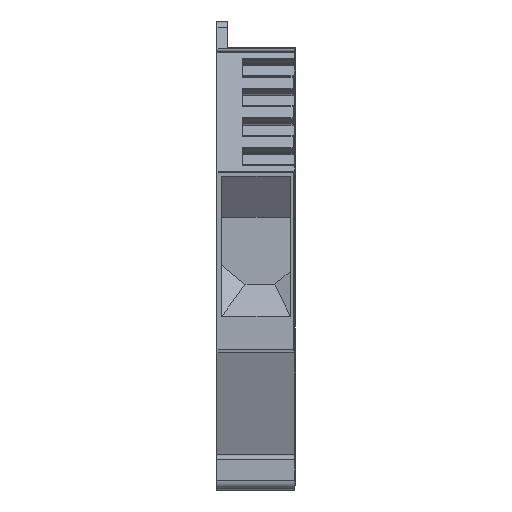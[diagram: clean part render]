
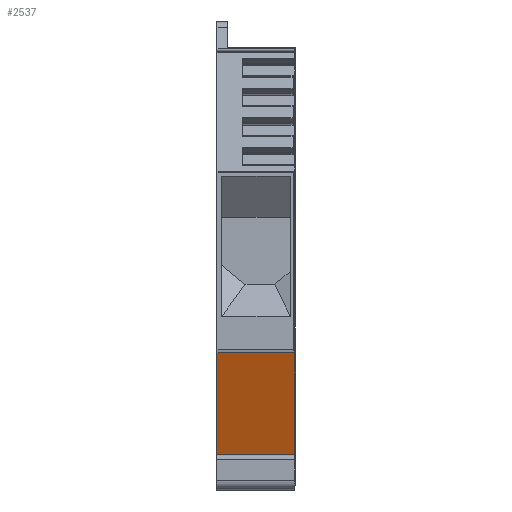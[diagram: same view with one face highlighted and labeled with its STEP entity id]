
A CAD part, front view. The second image highlights one B-rep face of the part: STEP entity #2537.
In plain terms, the highlighted planar face has unit normal (0, -0.927, -0.375).
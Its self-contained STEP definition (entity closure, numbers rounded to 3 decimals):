
#2509=AXIS2_PLACEMENT_3D('Plane Axis2P3D',#2506,#2507,#2508) ;
#297=CARTESIAN_POINT('Vertex',(7.9,0.2,13.576)) ;
#300=CARTESIAN_POINT('Line Origine',(7.9,2.313,8.347)) ;
#304=CARTESIAN_POINT('Vertex',(7.9,4.425,3.118)) ;
#2489=CARTESIAN_POINT('Vertex',(7.827,0.073,13.891)) ;
#2493=CARTESIAN_POINT('Control Point',(7.9,0.2,13.576)) ;
#2494=CARTESIAN_POINT('Control Point',(7.827,0.073,13.891)) ;
#2506=CARTESIAN_POINT('Axis2P3D Location',(7.9,4.425,3.118)) ;
#2511=CARTESIAN_POINT('Line Origine',(3.913,0.073,13.891)) ;
#2515=CARTESIAN_POINT('Vertex',(0.,0.073,13.891)) ;
#2518=CARTESIAN_POINT('Line Origine',(0.,2.249,8.504)) ;
#2522=CARTESIAN_POINT('Vertex',(0.,4.425,3.118)) ;
#2525=CARTESIAN_POINT('Line Origine',(3.95,4.425,3.118)) ;
#301=DIRECTION('Vector Direction',(0.,-0.375,0.927)) ;
#2507=DIRECTION('Axis2P3D Direction',(0.,-0.927,-0.375)) ;
#2508=DIRECTION('Axis2P3D XDirection',(0.,-0.375,0.927)) ;
#2512=DIRECTION('Vector Direction',(-1.,0.,0.)) ;
#2519=DIRECTION('Vector Direction',(0.,-0.375,0.927)) ;
#2526=DIRECTION('Vector Direction',(-1.,0.,0.)) ;
#302=VECTOR('Line Direction',#301,1.) ;
#2513=VECTOR('Line Direction',#2512,1.) ;
#2520=VECTOR('Line Direction',#2519,1.) ;
#2527=VECTOR('Line Direction',#2526,1.) ;
#2531=ORIENTED_EDGE('',*,*,#2517,.T.) ;
#2532=ORIENTED_EDGE('',*,*,#2524,.T.) ;
#2533=ORIENTED_EDGE('',*,*,#2529,.F.) ;
#2534=ORIENTED_EDGE('',*,*,#306,.F.) ;
#2535=ORIENTED_EDGE('',*,*,#2495,.F.) ;
#2537=ADVANCED_FACE('KLTR WTQ6/1/EN.1\\Ergebnis von  Basisgeometrie KLTR WT...6/1/EN',(#2536),#2510,.T.) ;
#2492=B_SPLINE_CURVE_WITH_KNOTS('',1,(#2493,#2494),.UNSPECIFIED.,.F.,.U.,(2,2),(-0.174,0.174),.UNSPECIFIED.) ;
#306=EDGE_CURVE('',#298,#305,#303,.F.) ;
#2495=EDGE_CURVE('',#2490,#298,#2492,.F.) ;
#2517=EDGE_CURVE('',#2490,#2516,#2514,.T.) ;
#2524=EDGE_CURVE('',#2516,#2523,#2521,.F.) ;
#2529=EDGE_CURVE('',#305,#2523,#2528,.T.) ;
#2530=EDGE_LOOP('',(#2531,#2532,#2533,#2534,#2535)) ;
#2536=FACE_OUTER_BOUND('',#2530,.T.) ;
#303=LINE('Line',#300,#302) ;
#2514=LINE('Line',#2511,#2513) ;
#2521=LINE('Line',#2518,#2520) ;
#2528=LINE('Line',#2525,#2527) ;
#2510=PLANE('',#2509) ;
#298=VERTEX_POINT('',#297) ;
#305=VERTEX_POINT('',#304) ;
#2490=VERTEX_POINT('',#2489) ;
#2516=VERTEX_POINT('',#2515) ;
#2523=VERTEX_POINT('',#2522) ;
